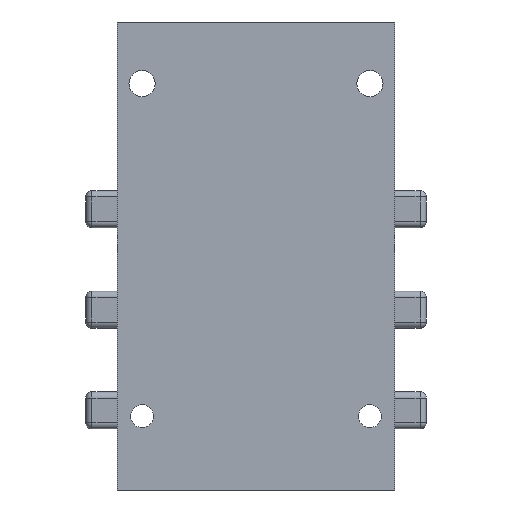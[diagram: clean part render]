
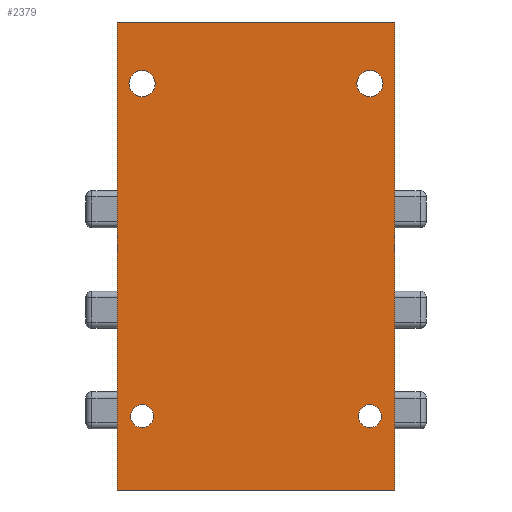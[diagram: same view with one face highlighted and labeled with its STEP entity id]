
A CAD part, front view. The second image highlights one B-rep face of the part: STEP entity #2379.
In plain terms, the highlighted planar face has unit normal (0, -1, 0).
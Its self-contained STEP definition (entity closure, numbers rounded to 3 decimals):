
#53=FACE_BOUND('',#399,.T.);
#54=FACE_BOUND('',#400,.T.);
#55=FACE_BOUND('',#401,.T.);
#56=FACE_BOUND('',#402,.T.);
#106=PLANE('',#2676);
#245=FACE_OUTER_BOUND('',#398,.T.);
#398=EDGE_LOOP('',(#2168,#2169,#2170,#2171));
#399=EDGE_LOOP('',(#2172));
#400=EDGE_LOOP('',(#2173));
#401=EDGE_LOOP('',(#2174));
#402=EDGE_LOOP('',(#2175));
#421=LINE('',#3502,#624);
#448=LINE('',#3583,#651);
#604=LINE('',#4119,#807);
#605=LINE('',#4121,#808);
#624=VECTOR('',#2727,10.);
#651=VECTOR('',#2798,10.);
#807=VECTOR('',#3430,10.);
#808=VECTOR('',#3433,10.);
#941=CIRCLE('',#2652,1.875);
#942=CIRCLE('',#2654,2.125);
#943=CIRCLE('',#2656,1.875);
#944=CIRCLE('',#2658,2.125);
#977=VERTEX_POINT('',#3499);
#978=VERTEX_POINT('',#3501);
#1009=VERTEX_POINT('',#3580);
#1010=VERTEX_POINT('',#3582);
#1147=VERTEX_POINT('',#4083);
#1148=VERTEX_POINT('',#4087);
#1149=VERTEX_POINT('',#4091);
#1150=VERTEX_POINT('',#4095);
#1184=EDGE_CURVE('',#977,#978,#421,.T.);
#1224=EDGE_CURVE('',#1009,#1010,#448,.T.);
#1480=EDGE_CURVE('',#1147,#1147,#941,.T.);
#1482=EDGE_CURVE('',#1148,#1148,#942,.T.);
#1484=EDGE_CURVE('',#1149,#1149,#943,.T.);
#1486=EDGE_CURVE('',#1150,#1150,#944,.T.);
#1492=EDGE_CURVE('',#1009,#978,#604,.T.);
#1493=EDGE_CURVE('',#977,#1010,#605,.T.);
#2168=ORIENTED_EDGE('',*,*,#1493,.T.);
#2169=ORIENTED_EDGE('',*,*,#1224,.F.);
#2170=ORIENTED_EDGE('',*,*,#1492,.T.);
#2171=ORIENTED_EDGE('',*,*,#1184,.F.);
#2172=ORIENTED_EDGE('',*,*,#1480,.T.);
#2173=ORIENTED_EDGE('',*,*,#1482,.T.);
#2174=ORIENTED_EDGE('',*,*,#1484,.T.);
#2175=ORIENTED_EDGE('',*,*,#1486,.T.);
#2379=ADVANCED_FACE('',(#245,#53,#54,#55,#56),#106,.T.);
#2652=AXIS2_PLACEMENT_3D('',#4085,#3378,#3379);
#2654=AXIS2_PLACEMENT_3D('',#4089,#3383,#3384);
#2656=AXIS2_PLACEMENT_3D('',#4093,#3388,#3389);
#2658=AXIS2_PLACEMENT_3D('',#4097,#3393,#3394);
#2676=AXIS2_PLACEMENT_3D('',#4122,#3434,#3435);
#2727=DIRECTION('',(0.,0.,1.));
#2798=DIRECTION('',(0.,0.,-1.));
#3378=DIRECTION('center_axis',(0.,1.,0.));
#3379=DIRECTION('ref_axis',(1.,0.,0.));
#3383=DIRECTION('center_axis',(0.,1.,0.));
#3384=DIRECTION('ref_axis',(1.,0.,0.));
#3388=DIRECTION('center_axis',(0.,1.,0.));
#3389=DIRECTION('ref_axis',(1.,0.,0.));
#3393=DIRECTION('center_axis',(0.,1.,0.));
#3394=DIRECTION('ref_axis',(1.,0.,0.));
#3430=DIRECTION('',(-1.,0.,0.));
#3433=DIRECTION('',(1.,0.,0.));
#3434=DIRECTION('center_axis',(0.,-1.,0.));
#3435=DIRECTION('ref_axis',(0.,0.,-1.));
#3499=CARTESIAN_POINT('',(-22.5,0.,-76.));
#3501=CARTESIAN_POINT('',(-22.5,0.,0.));
#3502=CARTESIAN_POINT('',(-22.5,0.,0.));
#3580=CARTESIAN_POINT('',(22.5,0.,0.));
#3582=CARTESIAN_POINT('',(22.5,0.,-76.));
#3583=CARTESIAN_POINT('',(22.5,0.,0.));
#4083=CARTESIAN_POINT('',(-20.375,0.,-64.));
#4085=CARTESIAN_POINT('Origin',(-18.5,0.,-64.));
#4087=CARTESIAN_POINT('',(16.375,0.,-10.));
#4089=CARTESIAN_POINT('Origin',(18.5,0.,-10.));
#4091=CARTESIAN_POINT('',(16.625,0.,-64.));
#4093=CARTESIAN_POINT('Origin',(18.5,0.,-64.));
#4095=CARTESIAN_POINT('',(-20.625,0.,-10.));
#4097=CARTESIAN_POINT('Origin',(-18.5,0.,-10.));
#4119=CARTESIAN_POINT('',(0.,0.,0.));
#4121=CARTESIAN_POINT('',(0.,0.,-76.));
#4122=CARTESIAN_POINT('Origin',(0.,0.,0.));
